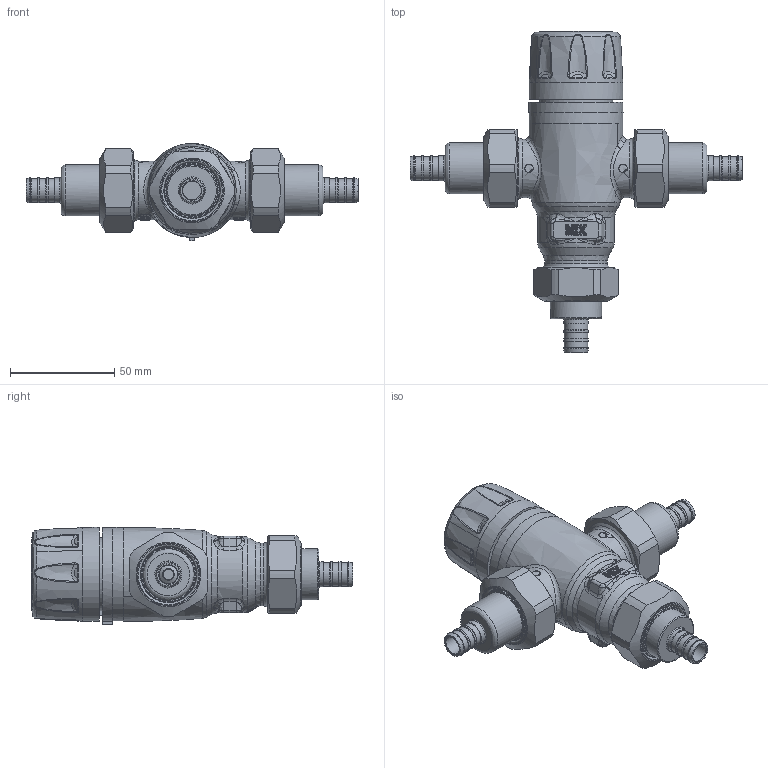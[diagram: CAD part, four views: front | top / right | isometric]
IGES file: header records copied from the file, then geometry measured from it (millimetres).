
Global section: file name: 521407AC_Simplify_1; native system: Autodesk Inventor 2025; preprocessor: unknown; author: ischreiner; date: 20250730.122342; units: inch
Bounding box: 158.93 x 153.68 x 46.48 mm (x, y, z)
Volume: 232532.6 mm3; surface area: 59004.2 mm2
Topology: 9 solids, 9 shells, 1908 faces, 4726 edges, 2824 vertices
Faces by surface type: bspline 1908
